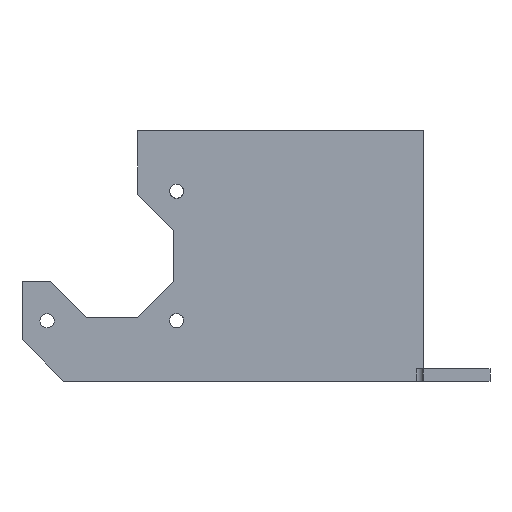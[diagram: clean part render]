
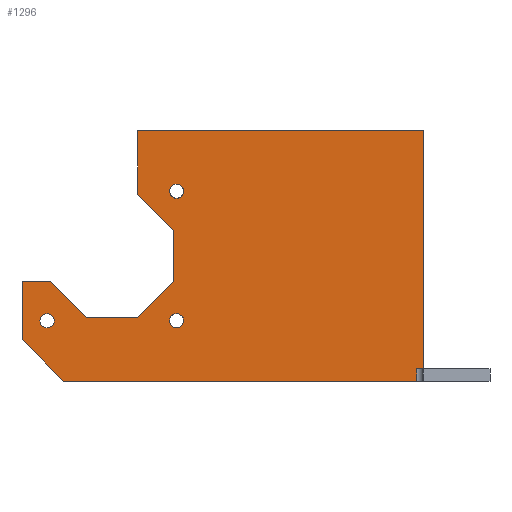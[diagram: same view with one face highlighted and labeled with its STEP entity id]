
A CAD part, left-side view. The second image highlights one B-rep face of the part: STEP entity #1296.
In plain terms, the highlighted planar face has unit normal (-1, 0, 0).
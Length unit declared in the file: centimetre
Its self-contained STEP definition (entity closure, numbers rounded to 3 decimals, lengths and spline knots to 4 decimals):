
#15=FACE_BOUND($,#176,.T.);
#16=FACE_BOUND($,#177,.T.);
#17=FACE_BOUND($,#178,.T.);
#18=FACE_BOUND($,#179,.T.);
#52=PLANE($,#1376);
#176=EDGE_LOOP($,(#929));
#177=EDGE_LOOP($,(#930));
#178=EDGE_LOOP($,(#931));
#179=EDGE_LOOP($,(#932,#933,#934,#935,#936,#937,#938,#939,#940,#941,#942,
#943,#944,#945));
#282=LINE($,#1867,#422);
#285=LINE($,#1879,#425);
#287=LINE($,#1891,#427);
#288=LINE($,#1893,#428);
#289=LINE($,#1895,#429);
#290=LINE($,#1897,#430);
#291=LINE($,#1899,#431);
#292=LINE($,#1901,#432);
#293=LINE($,#1903,#433);
#294=LINE($,#1905,#434);
#295=LINE($,#1907,#435);
#296=LINE($,#1909,#436);
#297=LINE($,#1911,#437);
#298=LINE($,#1912,#438);
#422=VECTOR($,#1497,0.15);
#425=VECTOR($,#1508,0.3);
#427=VECTOR($,#1520,5.7);
#428=VECTOR($,#1521,6.8354);
#429=VECTOR($,#1522,1.5227);
#430=VECTOR($,#1523,1.2246);
#431=VECTOR($,#1524,1.2246);
#432=VECTOR($,#1525,1.2246);
#433=VECTOR($,#1526,1.2246);
#434=VECTOR($,#1527,1.2246);
#435=VECTOR($,#1528,0.6708);
#436=VECTOR($,#1529,1.39);
#437=VECTOR($,#1530,1.4142);
#438=VECTOR($,#1531,8.45);
#562=CIRCLE($,#1377,0.17);
#563=CIRCLE($,#1378,0.17);
#564=CIRCLE($,#1379,0.17);
#604=VERTEX_POINT($,#1864);
#605=VERTEX_POINT($,#1866);
#610=VERTEX_POINT($,#1878);
#612=VERTEX_POINT($,#1884);
#613=VERTEX_POINT($,#1886);
#614=VERTEX_POINT($,#1888);
#615=VERTEX_POINT($,#1890);
#616=VERTEX_POINT($,#1892);
#617=VERTEX_POINT($,#1894);
#618=VERTEX_POINT($,#1896);
#619=VERTEX_POINT($,#1898);
#620=VERTEX_POINT($,#1900);
#621=VERTEX_POINT($,#1902);
#622=VERTEX_POINT($,#1904);
#623=VERTEX_POINT($,#1906);
#624=VERTEX_POINT($,#1908);
#625=VERTEX_POINT($,#1910);
#734=EDGE_CURVE($,#605,#604,#282,.T.);
#740=EDGE_CURVE($,#605,#610,#285,.T.);
#743=EDGE_CURVE($,#612,#612,#562,.T.);
#744=EDGE_CURVE($,#613,#613,#563,.T.);
#745=EDGE_CURVE($,#614,#614,#564,.T.);
#746=EDGE_CURVE($,#615,#604,#287,.T.);
#747=EDGE_CURVE($,#616,#615,#288,.T.);
#748=EDGE_CURVE($,#616,#617,#289,.T.);
#749=EDGE_CURVE($,#617,#618,#290,.T.);
#750=EDGE_CURVE($,#618,#619,#291,.T.);
#751=EDGE_CURVE($,#620,#619,#292,.T.);
#752=EDGE_CURVE($,#620,#621,#293,.T.);
#753=EDGE_CURVE($,#621,#622,#294,.T.);
#754=EDGE_CURVE($,#622,#623,#295,.T.);
#755=EDGE_CURVE($,#623,#624,#296,.T.);
#756=EDGE_CURVE($,#624,#625,#297,.T.);
#757=EDGE_CURVE($,#625,#610,#298,.T.);
#929=ORIENTED_EDGE($,*,*,#743,.T.);
#930=ORIENTED_EDGE($,*,*,#744,.T.);
#931=ORIENTED_EDGE($,*,*,#745,.T.);
#932=ORIENTED_EDGE($,*,*,#740,.F.);
#933=ORIENTED_EDGE($,*,*,#734,.T.);
#934=ORIENTED_EDGE($,*,*,#746,.F.);
#935=ORIENTED_EDGE($,*,*,#747,.F.);
#936=ORIENTED_EDGE($,*,*,#748,.T.);
#937=ORIENTED_EDGE($,*,*,#749,.T.);
#938=ORIENTED_EDGE($,*,*,#750,.T.);
#939=ORIENTED_EDGE($,*,*,#751,.F.);
#940=ORIENTED_EDGE($,*,*,#752,.T.);
#941=ORIENTED_EDGE($,*,*,#753,.T.);
#942=ORIENTED_EDGE($,*,*,#754,.T.);
#943=ORIENTED_EDGE($,*,*,#755,.T.);
#944=ORIENTED_EDGE($,*,*,#756,.T.);
#945=ORIENTED_EDGE($,*,*,#757,.T.);
#1296=ADVANCED_FACE($,(#15,#16,#17,#18),#52,.T.);
#1376=AXIS2_PLACEMENT_3D($,#1883,#1512,#1513);
#1377=AXIS2_PLACEMENT_3D($,#1885,#1514,#1515);
#1378=AXIS2_PLACEMENT_3D($,#1887,#1516,#1517);
#1379=AXIS2_PLACEMENT_3D($,#1889,#1518,#1519);
#1497=DIRECTION($,(0.,-1.,0.));
#1508=DIRECTION($,(0.,0.,-1.));
#1512=DIRECTION('center_axis',(-1.,0.,0.));
#1513=DIRECTION('ref_axis',(0.,-1.,0.));
#1514=DIRECTION('center_axis',(1.,0.,0.));
#1515=DIRECTION('ref_axis',(0.,0.,
1.));
#1516=DIRECTION('center_axis',(1.,0.,0.));
#1517=DIRECTION('ref_axis',(0.,0.,
1.));
#1518=DIRECTION('center_axis',(1.,0.,0.));
#1519=DIRECTION('ref_axis',(0.,0.,
1.));
#1520=DIRECTION($,(0.,0.,-1.));
#1521=DIRECTION($,(0.,-1.,0.));
#1522=DIRECTION($,(0.,0.,-1.));
#1523=DIRECTION($,(0.,-0.706,-0.708));
#1524=DIRECTION($,(0.,0.002,-1.));
#1525=DIRECTION($,(0.,-0.708,0.706));
#1526=DIRECTION($,(0.,1.,0.002));
#1527=DIRECTION($,(0.,0.706,0.708));
#1528=DIRECTION($,(0.,1.,0.));
#1529=DIRECTION($,(0.,0.,-1.));
#1530=DIRECTION($,(0.,-0.707,-0.707));
#1531=DIRECTION($,(0.,-1.,0.));
#1864=CARTESIAN_POINT('',(-3.625,1.875,0.3));
#1866=CARTESIAN_POINT('',(-3.625,2.025,0.3));
#1867=CARTESIAN_POINT($,(-3.625,2.6,0.3));
#1878=CARTESIAN_POINT('',(-3.625,2.025,0.));
#1879=CARTESIAN_POINT($,(-3.625,2.025,1.5));
#1883=CARTESIAN_POINT('Origin',(-3.625,1.875,0.));
#1884=CARTESIAN_POINT('',(-3.625,7.8494,1.2972));
#1885=CARTESIAN_POINT('Origin',(-3.625,7.775,1.45));
#1886=CARTESIAN_POINT('',(-3.625,7.8442,4.7053));
#1887=CARTESIAN_POINT('Origin',(-3.625,7.775,4.55));
#1888=CARTESIAN_POINT('',(-3.625,10.875,1.28));
#1889=CARTESIAN_POINT('Origin',(-3.625,10.875,1.45));
#1890=CARTESIAN_POINT('',(-3.625,1.875,6.));
#1891=CARTESIAN_POINT($,(-3.625,1.875,1.5));
#1892=CARTESIAN_POINT('',(-3.625,8.7104,6.));
#1893=CARTESIAN_POINT($,(-3.625,7.5025,6.));
#1894=CARTESIAN_POINT('',(-3.625,8.7104,4.4773));
#1895=CARTESIAN_POINT($,(-3.625,8.7104,4.4773));
#1896=CARTESIAN_POINT('',(-3.625,7.8458,3.61));
#1897=CARTESIAN_POINT($,(-3.625,7.8458,3.61));
#1898=CARTESIAN_POINT('',(-3.625,7.8477,2.3854));
#1899=CARTESIAN_POINT($,(-3.625,7.8477,2.3854));
#1900=CARTESIAN_POINT('',(-3.625,8.715,1.5208));
#1901=CARTESIAN_POINT($,(-3.625,7.2508,2.9805));
#1902=CARTESIAN_POINT('',(-3.625,9.9396,1.5227));
#1903=CARTESIAN_POINT($,(-3.625,9.9396,1.5227));
#1904=CARTESIAN_POINT('',(-3.625,10.8042,2.39));
#1905=CARTESIAN_POINT($,(-3.625,10.8042,2.39));
#1906=CARTESIAN_POINT('',(-3.625,11.475,2.39));
#1907=CARTESIAN_POINT($,(-3.625,10.8042,2.39));
#1908=CARTESIAN_POINT('',(-3.625,11.475,1.));
#1909=CARTESIAN_POINT($,(-3.625,11.475,2.39));
#1910=CARTESIAN_POINT('',(-3.625,10.475,0.));
#1911=CARTESIAN_POINT($,(-3.625,11.475,1.));
#1912=CARTESIAN_POINT($,(-3.625,6.375,0.));
